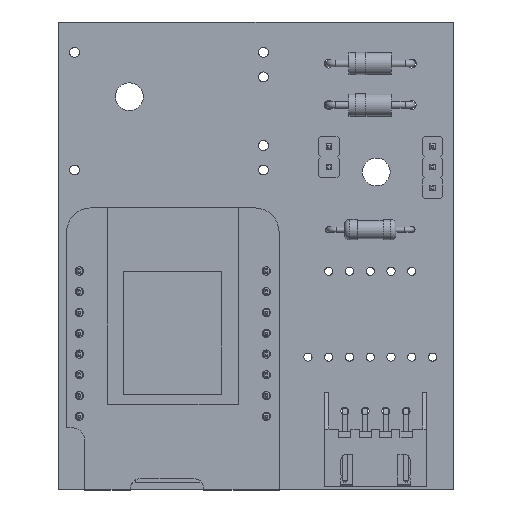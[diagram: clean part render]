
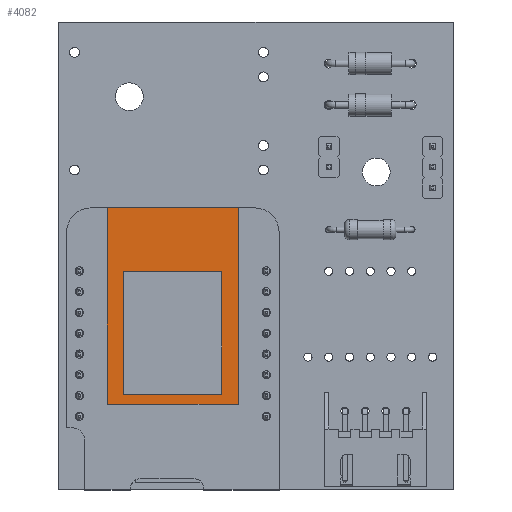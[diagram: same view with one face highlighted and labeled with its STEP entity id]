
A CAD part, top view. The second image highlights one B-rep face of the part: STEP entity #4082.
In plain terms, the highlighted planar face has unit normal (0, 0, 1).
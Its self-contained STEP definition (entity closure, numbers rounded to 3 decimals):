
#1336 = PLANE('',#1337);
#1337 = AXIS2_PLACEMENT_3D('',#1338,#1339,#1340);
#1338 = CARTESIAN_POINT('',(19.42,-16.27,11.1));
#1339 = DIRECTION('',(-1.,0.,0.));
#1340 = DIRECTION('',(0.,1.,0.));
#1364 = PLANE('',#1365);
#1365 = AXIS2_PLACEMENT_3D('',#1366,#1367,#1368);
#1366 = CARTESIAN_POINT('',(3.42,-16.27,11.1));
#1367 = DIRECTION('',(0.,1.,0.));
#1368 = DIRECTION('',(1.,0.,0.));
#1392 = PLANE('',#1393);
#1393 = AXIS2_PLACEMENT_3D('',#1394,#1395,#1396);
#1394 = CARTESIAN_POINT('',(3.42,7.73,11.1));
#1395 = DIRECTION('',(1.,0.,0.));
#1396 = DIRECTION('',(0.,-1.,0.));
#2833 = PLANE('',#2834);
#2834 = AXIS2_PLACEMENT_3D('',#2835,#2836,#2837);
#2835 = CARTESIAN_POINT('',(19.42,7.73,11.1));
#2836 = DIRECTION('',(0.,-1.,0.));
#2837 = DIRECTION('',(-1.,0.,0.));
#2871 = VERTEX_POINT('',#2872);
#2872 = CARTESIAN_POINT('',(3.42,7.73,12.3));
#2893 = EDGE_CURVE('',#2871,#2894,#2896,.T.);
#2894 = VERTEX_POINT('',#2895);
#2895 = CARTESIAN_POINT('',(3.42,-16.27,12.3));
#2896 = SURFACE_CURVE('',#2897,(#2901,#2908),.PCURVE_S1.);
#2897 = LINE('',#2898,#2899);
#2898 = CARTESIAN_POINT('',(3.42,7.73,12.3));
#2899 = VECTOR('',#2900,1.);
#2900 = DIRECTION('',(0.,-1.,0.));
#2901 = PCURVE('',#1392,#2902);
#2902 = DEFINITIONAL_REPRESENTATION('',(#2903),#2907);
#2903 = LINE('',#2904,#2905);
#2904 = CARTESIAN_POINT('',(0.,-1.2));
#2905 = VECTOR('',#2906,1.);
#2906 = DIRECTION('',(1.,0.));
#2907 = ( GEOMETRIC_REPRESENTATION_CONTEXT(2) 
PARAMETRIC_REPRESENTATION_CONTEXT() REPRESENTATION_CONTEXT('2D SPACE',''
  ) );
#2908 = PCURVE('',#2909,#2914);
#2909 = PLANE('',#2910);
#2910 = AXIS2_PLACEMENT_3D('',#2911,#2912,#2913);
#2911 = CARTESIAN_POINT('',(11.42,-4.27,12.3));
#2912 = DIRECTION('',(0.,0.,1.));
#2913 = DIRECTION('',(1.,0.,-0.));
#2914 = DEFINITIONAL_REPRESENTATION('',(#2915),#2919);
#2915 = LINE('',#2916,#2917);
#2916 = CARTESIAN_POINT('',(-8.,12.));
#2917 = VECTOR('',#2918,1.);
#2918 = DIRECTION('',(0.,-1.));
#2919 = ( GEOMETRIC_REPRESENTATION_CONTEXT(2) 
PARAMETRIC_REPRESENTATION_CONTEXT() REPRESENTATION_CONTEXT('2D SPACE',''
  ) );
#2947 = EDGE_CURVE('',#2894,#2948,#2950,.T.);
#2948 = VERTEX_POINT('',#2949);
#2949 = CARTESIAN_POINT('',(19.42,-16.27,12.3));
#2950 = SURFACE_CURVE('',#2951,(#2955,#2962),.PCURVE_S1.);
#2951 = LINE('',#2952,#2953);
#2952 = CARTESIAN_POINT('',(3.42,-16.27,12.3));
#2953 = VECTOR('',#2954,1.);
#2954 = DIRECTION('',(1.,0.,0.));
#2955 = PCURVE('',#1364,#2956);
#2956 = DEFINITIONAL_REPRESENTATION('',(#2957),#2961);
#2957 = LINE('',#2958,#2959);
#2958 = CARTESIAN_POINT('',(0.,-1.2));
#2959 = VECTOR('',#2960,1.);
#2960 = DIRECTION('',(1.,0.));
#2961 = ( GEOMETRIC_REPRESENTATION_CONTEXT(2) 
PARAMETRIC_REPRESENTATION_CONTEXT() REPRESENTATION_CONTEXT('2D SPACE',''
  ) );
#2962 = PCURVE('',#2909,#2963);
#2963 = DEFINITIONAL_REPRESENTATION('',(#2964),#2968);
#2964 = LINE('',#2965,#2966);
#2965 = CARTESIAN_POINT('',(-8.,-12.));
#2966 = VECTOR('',#2967,1.);
#2967 = DIRECTION('',(1.,0.));
#2968 = ( GEOMETRIC_REPRESENTATION_CONTEXT(2) 
PARAMETRIC_REPRESENTATION_CONTEXT() REPRESENTATION_CONTEXT('2D SPACE',''
  ) );
#2996 = EDGE_CURVE('',#2948,#2997,#2999,.T.);
#2997 = VERTEX_POINT('',#2998);
#2998 = CARTESIAN_POINT('',(19.42,7.73,12.3));
#2999 = SURFACE_CURVE('',#3000,(#3004,#3011),.PCURVE_S1.);
#3000 = LINE('',#3001,#3002);
#3001 = CARTESIAN_POINT('',(19.42,-16.27,12.3));
#3002 = VECTOR('',#3003,1.);
#3003 = DIRECTION('',(0.,1.,0.));
#3004 = PCURVE('',#1336,#3005);
#3005 = DEFINITIONAL_REPRESENTATION('',(#3006),#3010);
#3006 = LINE('',#3007,#3008);
#3007 = CARTESIAN_POINT('',(0.,-1.2));
#3008 = VECTOR('',#3009,1.);
#3009 = DIRECTION('',(1.,0.));
#3010 = ( GEOMETRIC_REPRESENTATION_CONTEXT(2) 
PARAMETRIC_REPRESENTATION_CONTEXT() REPRESENTATION_CONTEXT('2D SPACE',''
  ) );
#3011 = PCURVE('',#2909,#3012);
#3012 = DEFINITIONAL_REPRESENTATION('',(#3013),#3017);
#3013 = LINE('',#3014,#3015);
#3014 = CARTESIAN_POINT('',(8.,-12.));
#3015 = VECTOR('',#3016,1.);
#3016 = DIRECTION('',(0.,1.));
#3017 = ( GEOMETRIC_REPRESENTATION_CONTEXT(2) 
PARAMETRIC_REPRESENTATION_CONTEXT() REPRESENTATION_CONTEXT('2D SPACE',''
  ) );
#4060 = EDGE_CURVE('',#2997,#2871,#4061,.T.);
#4061 = SURFACE_CURVE('',#4062,(#4066,#4073),.PCURVE_S1.);
#4062 = LINE('',#4063,#4064);
#4063 = CARTESIAN_POINT('',(19.42,7.73,12.3));
#4064 = VECTOR('',#4065,1.);
#4065 = DIRECTION('',(-1.,0.,0.));
#4066 = PCURVE('',#2833,#4067);
#4067 = DEFINITIONAL_REPRESENTATION('',(#4068),#4072);
#4068 = LINE('',#4069,#4070);
#4069 = CARTESIAN_POINT('',(0.,-1.2));
#4070 = VECTOR('',#4071,1.);
#4071 = DIRECTION('',(1.,0.));
#4072 = ( GEOMETRIC_REPRESENTATION_CONTEXT(2) 
PARAMETRIC_REPRESENTATION_CONTEXT() REPRESENTATION_CONTEXT('2D SPACE',''
  ) );
#4073 = PCURVE('',#2909,#4074);
#4074 = DEFINITIONAL_REPRESENTATION('',(#4075),#4079);
#4075 = LINE('',#4076,#4077);
#4076 = CARTESIAN_POINT('',(8.,12.));
#4077 = VECTOR('',#4078,1.);
#4078 = DIRECTION('',(-1.,0.));
#4079 = ( GEOMETRIC_REPRESENTATION_CONTEXT(2) 
PARAMETRIC_REPRESENTATION_CONTEXT() REPRESENTATION_CONTEXT('2D SPACE',''
  ) );
#4082 = ADVANCED_FACE('',(#4083,#4089),#2909,.T.);
#4083 = FACE_BOUND('',#4084,.T.);
#4084 = EDGE_LOOP('',(#4085,#4086,#4087,#4088));
#4085 = ORIENTED_EDGE('',*,*,#2947,.T.);
#4086 = ORIENTED_EDGE('',*,*,#2996,.T.);
#4087 = ORIENTED_EDGE('',*,*,#4060,.T.);
#4088 = ORIENTED_EDGE('',*,*,#2893,.T.);
#4089 = FACE_BOUND('',#4090,.T.);
#4090 = EDGE_LOOP('',(#4091,#4121,#4149,#4177));
#4091 = ORIENTED_EDGE('',*,*,#4092,.F.);
#4092 = EDGE_CURVE('',#4093,#4095,#4097,.T.);
#4093 = VERTEX_POINT('',#4094);
#4094 = CARTESIAN_POINT('',(5.42,-15.07,12.3));
#4095 = VERTEX_POINT('',#4096);
#4096 = CARTESIAN_POINT('',(17.42,-15.07,12.3));
#4097 = SURFACE_CURVE('',#4098,(#4102,#4109),.PCURVE_S1.);
#4098 = LINE('',#4099,#4100);
#4099 = CARTESIAN_POINT('',(5.42,-15.07,12.3));
#4100 = VECTOR('',#4101,1.);
#4101 = DIRECTION('',(1.,0.,0.));
#4102 = PCURVE('',#2909,#4103);
#4103 = DEFINITIONAL_REPRESENTATION('',(#4104),#4108);
#4104 = LINE('',#4105,#4106);
#4105 = CARTESIAN_POINT('',(-6.,-10.8));
#4106 = VECTOR('',#4107,1.);
#4107 = DIRECTION('',(1.,0.));
#4108 = ( GEOMETRIC_REPRESENTATION_CONTEXT(2) 
PARAMETRIC_REPRESENTATION_CONTEXT() REPRESENTATION_CONTEXT('2D SPACE',''
  ) );
#4109 = PCURVE('',#4110,#4115);
#4110 = PLANE('',#4111);
#4111 = AXIS2_PLACEMENT_3D('',#4112,#4113,#4114);
#4112 = CARTESIAN_POINT('',(5.42,-15.07,12.3));
#4113 = DIRECTION('',(0.,1.,0.));
#4114 = DIRECTION('',(1.,0.,0.));
#4115 = DEFINITIONAL_REPRESENTATION('',(#4116),#4120);
#4116 = LINE('',#4117,#4118);
#4117 = CARTESIAN_POINT('',(0.,0.));
#4118 = VECTOR('',#4119,1.);
#4119 = DIRECTION('',(1.,0.));
#4120 = ( GEOMETRIC_REPRESENTATION_CONTEXT(2) 
PARAMETRIC_REPRESENTATION_CONTEXT() REPRESENTATION_CONTEXT('2D SPACE',''
  ) );
#4121 = ORIENTED_EDGE('',*,*,#4122,.F.);
#4122 = EDGE_CURVE('',#4123,#4093,#4125,.T.);
#4123 = VERTEX_POINT('',#4124);
#4124 = CARTESIAN_POINT('',(5.42,-0.07,12.3));
#4125 = SURFACE_CURVE('',#4126,(#4130,#4137),.PCURVE_S1.);
#4126 = LINE('',#4127,#4128);
#4127 = CARTESIAN_POINT('',(5.42,-0.07,12.3));
#4128 = VECTOR('',#4129,1.);
#4129 = DIRECTION('',(0.,-1.,0.));
#4130 = PCURVE('',#2909,#4131);
#4131 = DEFINITIONAL_REPRESENTATION('',(#4132),#4136);
#4132 = LINE('',#4133,#4134);
#4133 = CARTESIAN_POINT('',(-6.,4.2));
#4134 = VECTOR('',#4135,1.);
#4135 = DIRECTION('',(0.,-1.));
#4136 = ( GEOMETRIC_REPRESENTATION_CONTEXT(2) 
PARAMETRIC_REPRESENTATION_CONTEXT() REPRESENTATION_CONTEXT('2D SPACE',''
  ) );
#4137 = PCURVE('',#4138,#4143);
#4138 = PLANE('',#4139);
#4139 = AXIS2_PLACEMENT_3D('',#4140,#4141,#4142);
#4140 = CARTESIAN_POINT('',(5.42,-0.07,12.3));
#4141 = DIRECTION('',(1.,0.,0.));
#4142 = DIRECTION('',(0.,-1.,0.));
#4143 = DEFINITIONAL_REPRESENTATION('',(#4144),#4148);
#4144 = LINE('',#4145,#4146);
#4145 = CARTESIAN_POINT('',(0.,0.));
#4146 = VECTOR('',#4147,1.);
#4147 = DIRECTION('',(1.,0.));
#4148 = ( GEOMETRIC_REPRESENTATION_CONTEXT(2) 
PARAMETRIC_REPRESENTATION_CONTEXT() REPRESENTATION_CONTEXT('2D SPACE',''
  ) );
#4149 = ORIENTED_EDGE('',*,*,#4150,.F.);
#4150 = EDGE_CURVE('',#4151,#4123,#4153,.T.);
#4151 = VERTEX_POINT('',#4152);
#4152 = CARTESIAN_POINT('',(17.42,-0.07,12.3));
#4153 = SURFACE_CURVE('',#4154,(#4158,#4165),.PCURVE_S1.);
#4154 = LINE('',#4155,#4156);
#4155 = CARTESIAN_POINT('',(17.42,-0.07,12.3));
#4156 = VECTOR('',#4157,1.);
#4157 = DIRECTION('',(-1.,0.,0.));
#4158 = PCURVE('',#2909,#4159);
#4159 = DEFINITIONAL_REPRESENTATION('',(#4160),#4164);
#4160 = LINE('',#4161,#4162);
#4161 = CARTESIAN_POINT('',(6.,4.2));
#4162 = VECTOR('',#4163,1.);
#4163 = DIRECTION('',(-1.,0.));
#4164 = ( GEOMETRIC_REPRESENTATION_CONTEXT(2) 
PARAMETRIC_REPRESENTATION_CONTEXT() REPRESENTATION_CONTEXT('2D SPACE',''
  ) );
#4165 = PCURVE('',#4166,#4171);
#4166 = PLANE('',#4167);
#4167 = AXIS2_PLACEMENT_3D('',#4168,#4169,#4170);
#4168 = CARTESIAN_POINT('',(17.42,-0.07,12.3));
#4169 = DIRECTION('',(0.,-1.,0.));
#4170 = DIRECTION('',(-1.,0.,0.));
#4171 = DEFINITIONAL_REPRESENTATION('',(#4172),#4176);
#4172 = LINE('',#4173,#4174);
#4173 = CARTESIAN_POINT('',(0.,-0.));
#4174 = VECTOR('',#4175,1.);
#4175 = DIRECTION('',(1.,0.));
#4176 = ( GEOMETRIC_REPRESENTATION_CONTEXT(2) 
PARAMETRIC_REPRESENTATION_CONTEXT() REPRESENTATION_CONTEXT('2D SPACE',''
  ) );
#4177 = ORIENTED_EDGE('',*,*,#4178,.F.);
#4178 = EDGE_CURVE('',#4095,#4151,#4179,.T.);
#4179 = SURFACE_CURVE('',#4180,(#4184,#4191),.PCURVE_S1.);
#4180 = LINE('',#4181,#4182);
#4181 = CARTESIAN_POINT('',(17.42,-15.07,12.3));
#4182 = VECTOR('',#4183,1.);
#4183 = DIRECTION('',(0.,1.,0.));
#4184 = PCURVE('',#2909,#4185);
#4185 = DEFINITIONAL_REPRESENTATION('',(#4186),#4190);
#4186 = LINE('',#4187,#4188);
#4187 = CARTESIAN_POINT('',(6.,-10.8));
#4188 = VECTOR('',#4189,1.);
#4189 = DIRECTION('',(0.,1.));
#4190 = ( GEOMETRIC_REPRESENTATION_CONTEXT(2) 
PARAMETRIC_REPRESENTATION_CONTEXT() REPRESENTATION_CONTEXT('2D SPACE',''
  ) );
#4191 = PCURVE('',#4192,#4197);
#4192 = PLANE('',#4193);
#4193 = AXIS2_PLACEMENT_3D('',#4194,#4195,#4196);
#4194 = CARTESIAN_POINT('',(17.42,-15.07,12.3));
#4195 = DIRECTION('',(-1.,0.,0.));
#4196 = DIRECTION('',(0.,1.,0.));
#4197 = DEFINITIONAL_REPRESENTATION('',(#4198),#4202);
#4198 = LINE('',#4199,#4200);
#4199 = CARTESIAN_POINT('',(0.,0.));
#4200 = VECTOR('',#4201,1.);
#4201 = DIRECTION('',(1.,0.));
#4202 = ( GEOMETRIC_REPRESENTATION_CONTEXT(2) 
PARAMETRIC_REPRESENTATION_CONTEXT() REPRESENTATION_CONTEXT('2D SPACE',''
  ) );
